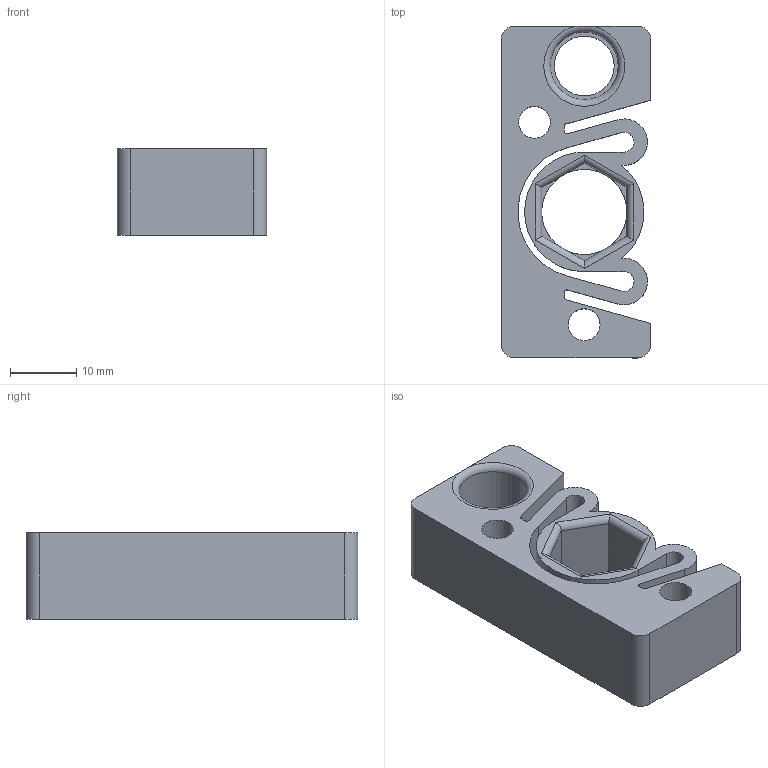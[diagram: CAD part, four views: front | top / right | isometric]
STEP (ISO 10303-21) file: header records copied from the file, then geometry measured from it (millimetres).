
FILE_DESCRIPTION(/* description */ (''),/* implementation_level */ '2;1');
FILE_NAME(/* name */ 'Bed Mount Mirrored.stp',/* time_stamp */ '2016-12-28T17:03:47-06:00',/* author */ (''),/* organization */ (''),/* preprocessor_version */ 'ST-DEVELOPER v16.5',/* originating_system */ 'Autodesk Translation Framework v5.2.0.2920',/* authorisation */ '');
FILE_SCHEMA (('AUTOMOTIVE_DESIGN { 1 0 10303 214 3 1 1 }'));
Length unit declared in the file: millimetre
Products named in the file (2): Z wobble Bed Mounts(Mirror); Bed mount(Mirror) (3)
Assembly tree (1 placements, depth 2):
  Z wobble Bed Mounts(Mirror)
    Bed mount(Mirror) (3)
Bounding box: 22.5 x 50 x 13 mm (x, y, z)
Volume: 9251.2 mm3; surface area: 6552.4 mm2
Topology: 1 solids, 1 shells, 64 faces, 167 edges, 105 vertices
Faces by surface type: plane 36, cylinder 25, bspline 2, torus 1
Full cylindrical faces by diameter (mm): 4.8 x2, 9 x1, 10.2 x1
Entity records: 2035 total; most frequent: CARTESIAN_POINT 406, DIRECTION 339, ORIENTED_EDGE 322, EDGE_CURVE 161, AXIS2_PLACEMENT_3D 120, VERTEX_POINT 104, LINE 99, VECTOR 99
